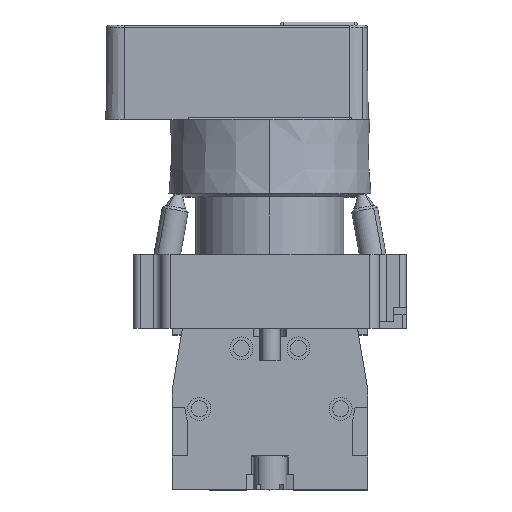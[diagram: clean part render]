
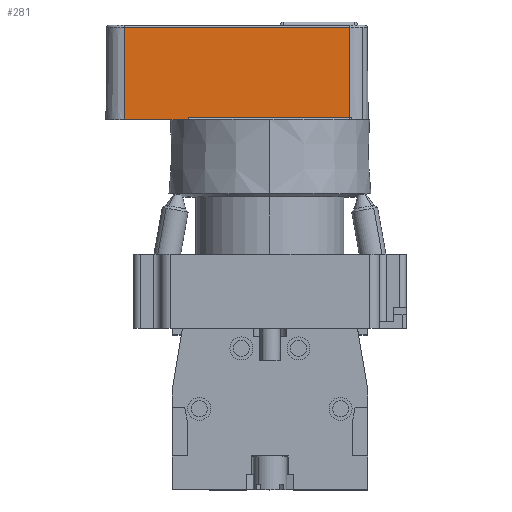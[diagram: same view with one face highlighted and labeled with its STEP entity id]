
A CAD part, top view. The second image highlights one B-rep face of the part: STEP entity #281.
In plain terms, the highlighted planar face has unit normal (0, 0.009, 1).
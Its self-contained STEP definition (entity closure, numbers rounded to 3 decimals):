
#14 = CARTESIAN_POINT ( 'NONE',  ( 11.858, 44.703, 2.63 ) ) ;
#60 = ORIENTED_EDGE ( 'NONE', *, *, #11833, .T. ) ;
#281 = ADVANCED_FACE ( 'NONE', ( #886 ), #5293, .T. ) ;
#350 = EDGE_LOOP ( 'NONE', ( #8136, #17286, #15534, #3537, #19102, #17312, #2028, #60 ) ) ;
#886 = FACE_OUTER_BOUND ( 'NONE', #350, .T. ) ;
#917 = VECTOR ( 'NONE', #12758, 1000. ) ;
#1061 = VERTEX_POINT ( 'NONE', #12482 ) ;
#1731 = LINE ( 'NONE', #8573, #11068 ) ;
#1736 = VERTEX_POINT ( 'NONE', #14978 ) ;
#1749 = LINE ( 'NONE', #19901, #18694 ) ;
#2028 = ORIENTED_EDGE ( 'NONE', *, *, #11464, .T. ) ;
#2885 = LINE ( 'NONE', #11728, #19212 ) ;
#2928 = CARTESIAN_POINT ( 'NONE',  ( 11.858, 31., 2.75 ) ) ;
#3537 = ORIENTED_EDGE ( 'NONE', *, *, #12003, .T. ) ;
#3701 = VERTEX_POINT ( 'NONE', #6616 ) ;
#4504 = DIRECTION ( 'NONE',  ( 1., 0., 0. ) ) ;
#4791 = DIRECTION ( 'NONE',  ( 1., 0., 0. ) ) ;
#4868 = DIRECTION ( 'NONE',  ( 0., 0.009, 1. ) ) ;
#5047 = CARTESIAN_POINT ( 'NONE',  ( 11.858, 31., 2.75 ) ) ;
#5293 = PLANE ( 'NONE',  #20419 ) ;
#5453 = VECTOR ( 'NONE', #4504, 1000. ) ;
#5597 = CARTESIAN_POINT ( 'NONE',  ( -12.142, 31., 2.75 ) ) ;
#5979 = LINE ( 'NONE', #2928, #917 ) ;
#6362 = CARTESIAN_POINT ( 'NONE',  ( -12.142, 31., 2.75 ) ) ;
#6616 = CARTESIAN_POINT ( 'NONE',  ( -21.642, 31., 2.75 ) ) ;
#6706 = VECTOR ( 'NONE', #13375, 1000. ) ;
#7227 = VECTOR ( 'NONE', #8367, 1000. ) ;
#7616 = VERTEX_POINT ( 'NONE', #12445 ) ;
#8136 = ORIENTED_EDGE ( 'NONE', *, *, #11643, .T. ) ;
#8367 = DIRECTION ( 'NONE',  ( 1., 0., 0. ) ) ;
#8573 = CARTESIAN_POINT ( 'NONE',  ( 11.858, 31., 2.75 ) ) ;
#8873 = CARTESIAN_POINT ( 'NONE',  ( -12.143, 31.297, 2.747 ) ) ;
#9294 = CARTESIAN_POINT ( 'NONE',  ( 11.858, 31., 2.75 ) ) ;
#10006 = CARTESIAN_POINT ( 'NONE',  ( 11.858, 31.297, 2.747 ) ) ;
#11068 = VECTOR ( 'NONE', #11798, 1000. ) ;
#11358 = VERTEX_POINT ( 'NONE', #16281 ) ;
#11464 = EDGE_CURVE ( 'NONE', #1736, #11358, #1749, .T. ) ;
#11643 = EDGE_CURVE ( 'NONE', #20101, #1061, #20329, .T. ) ;
#11728 = CARTESIAN_POINT ( 'NONE',  ( -21.642, 31., 2.75 ) ) ;
#11798 = DIRECTION ( 'NONE',  ( 1., 0., 0. ) ) ;
#11833 = EDGE_CURVE ( 'NONE', #11358, #20101, #18432, .T. ) ;
#11858 = EDGE_CURVE ( 'NONE', #7616, #14441, #5979, .T. ) ;
#11973 = EDGE_CURVE ( 'NONE', #1061, #14441, #12105, .T. ) ;
#12003 = EDGE_CURVE ( 'NONE', #7616, #21561, #19771, .T. ) ;
#12007 = EDGE_CURVE ( 'NONE', #21561, #3701, #2885, .T. ) ;
#12064 = EDGE_CURVE ( 'NONE', #3701, #1736, #1731, .T. ) ;
#12105 = LINE ( 'NONE', #10006, #7227 ) ;
#12445 = CARTESIAN_POINT ( 'NONE',  ( 11.858, 44.703, 2.63 ) ) ;
#12482 = CARTESIAN_POINT ( 'NONE',  ( -12.143, 31.297, 2.747 ) ) ;
#12758 = DIRECTION ( 'NONE',  ( 0., -1., 0.009 ) ) ;
#13375 = DIRECTION ( 'NONE',  ( -1., 0., 0. ) ) ;
#13391 = DIRECTION ( 'NONE',  ( 1., 0., 0. ) ) ;
#14441 = VERTEX_POINT ( 'NONE', #17582 ) ;
#14978 = CARTESIAN_POINT ( 'NONE',  ( -14.55, 31., 2.75 ) ) ;
#15364 = CARTESIAN_POINT ( 'NONE',  ( -12.143, 31.099, 2.749 ) ) ;
#15534 = ORIENTED_EDGE ( 'NONE', *, *, #11858, .F. ) ;
#16281 = CARTESIAN_POINT ( 'NONE',  ( -12.194, 31., 2.75 ) ) ;
#16617 = DIRECTION ( 'NONE',  ( 0., -1., 0.009 ) ) ;
#16778 = CARTESIAN_POINT ( 'NONE',  ( -21.642, 44.703, 2.63 ) ) ;
#17286 = ORIENTED_EDGE ( 'NONE', *, *, #11973, .T. ) ;
#17312 = ORIENTED_EDGE ( 'NONE', *, *, #12064, .T. ) ;
#17582 = CARTESIAN_POINT ( 'NONE',  ( 11.858, 31.297, 2.747 ) ) ;
#18432 = LINE ( 'NONE', #9294, #5453 ) ;
#18603 = CARTESIAN_POINT ( 'NONE',  ( -12.143, 31.198, 2.748 ) ) ;
#18694 = VECTOR ( 'NONE', #13391, 1000. ) ;
#19102 = ORIENTED_EDGE ( 'NONE', *, *, #12007, .T. ) ;
#19212 = VECTOR ( 'NONE', #16617, 1000. ) ;
#19771 = LINE ( 'NONE', #14, #6706 ) ;
#19901 = CARTESIAN_POINT ( 'NONE',  ( 11.858, 31., 2.75 ) ) ;
#20101 = VERTEX_POINT ( 'NONE', #6362 ) ;
#20329 =( BOUNDED_CURVE ( )  B_SPLINE_CURVE ( 3, ( #5597, #15364, #18603, #8873 ),
 .UNSPECIFIED., .F., .T. ) 
 B_SPLINE_CURVE_WITH_KNOTS ( ( 4, 4 ),
 ( 4.49, 4.49 ),
 .UNSPECIFIED. ) 
 CURVE ( )  GEOMETRIC_REPRESENTATION_ITEM ( )  RATIONAL_B_SPLINE_CURVE ( ( 1., 1., 1., 1. ) ) 
 REPRESENTATION_ITEM ( '' )  );
#20419 = AXIS2_PLACEMENT_3D ( 'NONE', #5047, #4868, #4791 ) ;
#21561 = VERTEX_POINT ( 'NONE', #16778 ) ;
